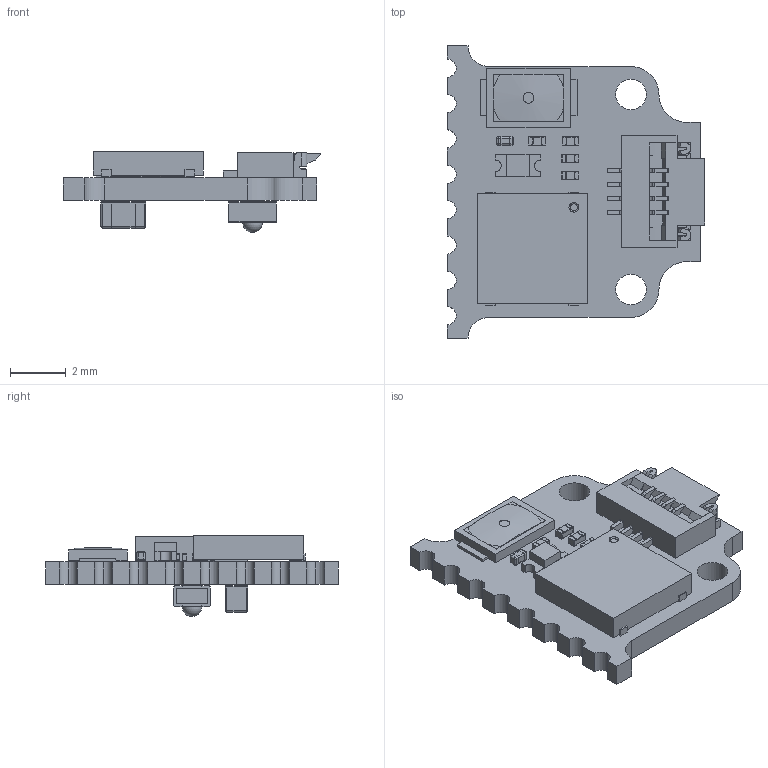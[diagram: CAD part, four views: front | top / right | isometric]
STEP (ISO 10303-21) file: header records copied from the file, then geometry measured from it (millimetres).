
FILE_DESCRIPTION(('KiCad electronic assembly'),'2;1');
FILE_NAME('Miniscope-v4-Wire-Free-LED.step','2021-05-24T20:56:16',( 'An Author'),('A Company'),'Open CASCADE STEP processor 6.9', 'KiCad to STEP converter','Unknown');
FILE_SCHEMA(('AUTOMOTIVE_DESIGN { 1 0 10303 214 1 1 1 1 }'));
Length unit declared in the file: millimetre
Products named in the file (18): Open CASCADE STEP translator 6.9 1; 3x2x0.65mm; SOLID; R_0201_0603Metric_ERJ_L; COMPOUND; LED_SC80X160X65L40L; SON_4_P300_395X395X90L55X35L; C_0603_1608Metric_L; C_0201_0603Metric_L; FH19C-4S-0.5SH; LED_LXZ1_PR01_L
Assembly tree (20 placements, depth 3):
  Open CASCADE STEP translator 6.9 1
    3x2x0.65mm
      SOLID
    R_0201_0603Metric_ERJ_L  x4
      COMPOUND
    LED_SC80X160X65L40L
      COMPOUND
    SON_4_P300_395X395X90L55X35L
      COMPOUND
    C_0603_1608Metric_L
      COMPOUND
    C_0201_0603Metric_L
      COMPOUND
    FH19C-4S-0.5SH
      COMPOUND
    LED_LXZ1_PR01_L
      COMPOUND
    COMPOUND
Bounding box: 9.25 x 10.5 x 2.91 mm (x, y, z)
Volume: 86.2 mm3; surface area: 351.5 mm2
Topology: 39 solids, 59 shells, 942 faces, 2295 edges, 1419 vertices
Faces by surface type: plane 604, cylinder 247, sphere 50, bspline 39, torus 2
Full cylindrical faces by diameter (mm): 0.385 x1, 1.1 x2
Entity records: 53821 total; most frequent: CARTESIAN_POINT 16395, DIRECTION 5719, LINE 3666, VECTOR 3666, ORIENTED_EDGE 3460, PCURVE 3460, DEFINITIONAL_REPRESENTATION 3460, EDGE_CURVE 1730
